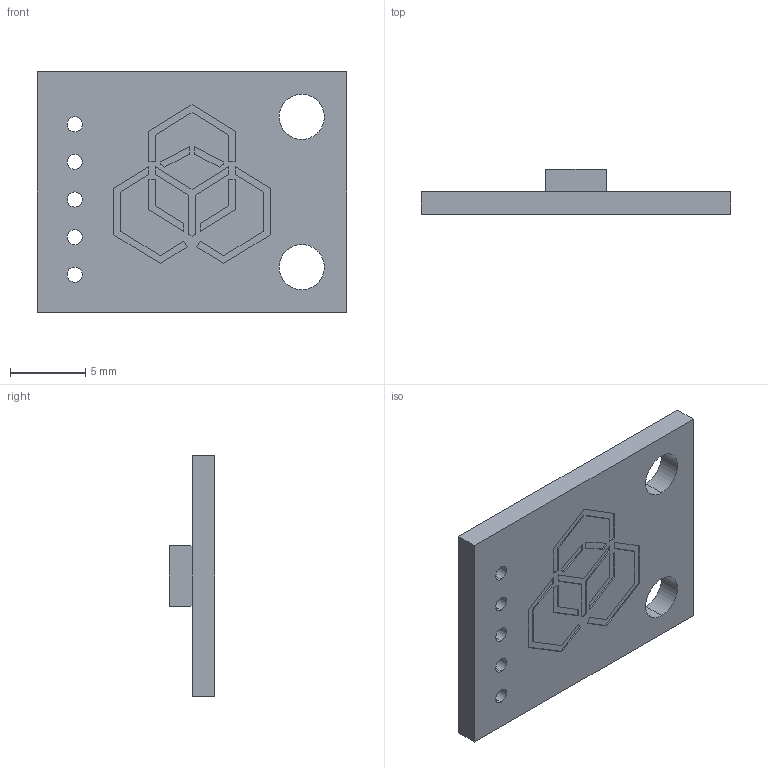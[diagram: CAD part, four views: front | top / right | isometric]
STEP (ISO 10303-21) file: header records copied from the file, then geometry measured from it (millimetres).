
FILE_DESCRIPTION (( 'STEP AP214' ), '1' );
FILE_NAME ('Òð¸õîñíûé àêñåëåðîìåòð (àíàëîãîâûé).STEP', '2015-11-04T17:16:06', ( '' ), ( '' ), 'SwSTEP 2.0', 'SolidWorks 2015', '' );
FILE_SCHEMA (( 'AUTOMOTIVE_DESIGN' ));
Length unit declared in the file: millimetre
Products named in the file (1): Òð¸õîñíûé àêñåëåðîìåòð (àíàëîãîâûé)
Bounding box: 20.6 x 3 x 16 mm (x, y, z)
Volume: 489 mm3; surface area: 852 mm2
Topology: 2 solids, 2 shells, 96 faces, 252 edges, 168 vertices
Faces by surface type: plane 82, cylinder 14
Entity records: 3831 total; most frequent: CARTESIAN_POINT 517, ORIENTED_EDGE 504, DIRECTION 474, EDGE_CURVE 252, VECTOR 224, LINE 224, VERTEX_POINT 168, AXIS2_PLACEMENT_3D 125
